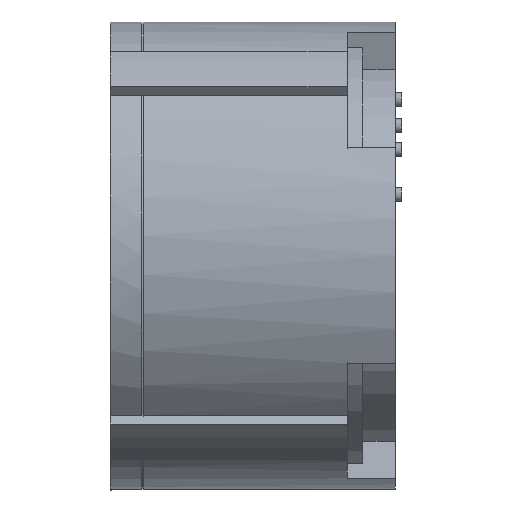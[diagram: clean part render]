
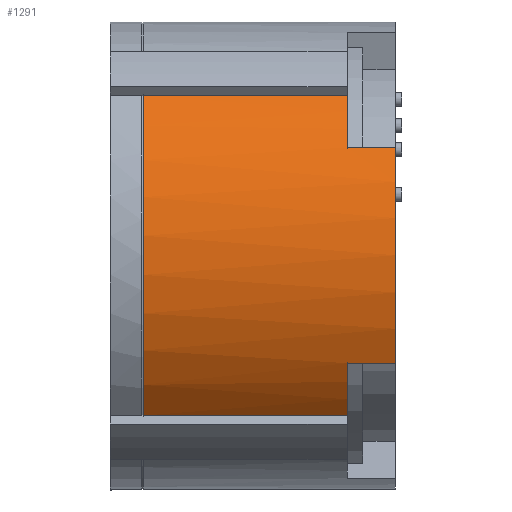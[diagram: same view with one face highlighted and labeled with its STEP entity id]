
A CAD part, top view. The second image highlights one B-rep face of the part: STEP entity #1291.
In plain terms, the highlighted cylindrical face has radius 15 mm (diameter 30 mm), a partial arc.
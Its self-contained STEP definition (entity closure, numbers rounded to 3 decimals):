
#161 = AXIS2_PLACEMENT_3D ( 'NONE', #1029, #510, #1550 ) ;
#232 = AXIS2_PLACEMENT_3D ( 'NONE', #4705, #5694, #2521 ) ;
#510 = DIRECTION ( 'NONE',  ( 1., 0., 0. ) ) ;
#593 = DIRECTION ( 'NONE',  ( 1., 0., 0. ) ) ;
#686 = CARTESIAN_POINT ( 'NONE',  ( 13.1, -10.287, 10.917 ) ) ;
#794 = ORIENTED_EDGE ( 'NONE', *, *, #5114, .T. ) ;
#864 = DIRECTION ( 'NONE',  ( 0., 1., 0. ) ) ;
#1029 = CARTESIAN_POINT ( 'NONE',  ( 16.2, 0., 0. ) ) ;
#1049 = DIRECTION ( 'NONE',  ( 1., 0., 0. ) ) ;
#1079 = CARTESIAN_POINT ( 'NONE',  ( 16.2, 0., 0. ) ) ;
#1243 = VECTOR ( 'NONE', #593, 1000. ) ;
#1263 = ORIENTED_EDGE ( 'NONE', *, *, #5017, .T. ) ;
#1291 = ADVANCED_FACE ( 'NONE', ( #5740 ), #4827, .T. ) ;
#1302 = DIRECTION ( 'NONE',  ( -1., 0., 0. ) ) ;
#1473 = VECTOR ( 'NONE', #1049, 1000. ) ;
#1506 = CARTESIAN_POINT ( 'NONE',  ( 13.1, -6.926, 13.305 ) ) ;
#1550 = DIRECTION ( 'NONE',  ( 0., 1., 0. ) ) ;
#1593 = CARTESIAN_POINT ( 'NONE',  ( 13.1, 6.926, 13.305 ) ) ;
#1653 = VERTEX_POINT ( 'NONE', #5229 ) ;
#1674 = ORIENTED_EDGE ( 'NONE', *, *, #2979, .F. ) ;
#1827 = CARTESIAN_POINT ( 'NONE',  ( 16.2, 6.926, 13.305 ) ) ;
#1987 = LINE ( 'NONE', #1827, #2410 ) ;
#2096 = ORIENTED_EDGE ( 'NONE', *, *, #3129, .T. ) ;
#2101 = ORIENTED_EDGE ( 'NONE', *, *, #3961, .T. ) ;
#2109 = CARTESIAN_POINT ( 'NONE',  ( 16.2, -6.926, 13.305 ) ) ;
#2178 = ORIENTED_EDGE ( 'NONE', *, *, #3614, .T. ) ;
#2213 = CARTESIAN_POINT ( 'NONE',  ( 16.2, -10.287, 10.917 ) ) ;
#2410 = VECTOR ( 'NONE', #2811, 1000. ) ;
#2521 = DIRECTION ( 'NONE',  ( 0., 1., 0. ) ) ;
#2561 = AXIS2_PLACEMENT_3D ( 'NONE', #5591, #1302, #864 ) ;
#2811 = DIRECTION ( 'NONE',  ( -1., 0., 0. ) ) ;
#2951 = CIRCLE ( 'NONE', #232, 15. ) ;
#2979 = EDGE_CURVE ( 'NONE', #5505, #6727, #6374, .T. ) ;
#3129 = EDGE_CURVE ( 'NONE', #6633, #6727, #5956, .T. ) ;
#3154 = VECTOR ( 'NONE', #5639, 1000. ) ;
#3225 = DIRECTION ( 'NONE',  ( -1., 0., 0. ) ) ;
#3256 = DIRECTION ( 'NONE',  ( 0., 1., 0. ) ) ;
#3295 = EDGE_LOOP ( 'NONE', ( #2101, #5937, #2178, #1263, #2096, #1674, #5587, #794 ) ) ;
#3458 = VERTEX_POINT ( 'NONE', #686 ) ;
#3614 = EDGE_CURVE ( 'NONE', #6307, #5507, #1987, .T. ) ;
#3791 = CARTESIAN_POINT ( 'NONE',  ( 0., -10.287, 10.917 ) ) ;
#3895 = AXIS2_PLACEMENT_3D ( 'NONE', #5854, #3225, #6351 ) ;
#3961 = EDGE_CURVE ( 'NONE', #5080, #1653, #5721, .T. ) ;
#4431 = CIRCLE ( 'NONE', #3895, 15. ) ;
#4629 = CARTESIAN_POINT ( 'NONE',  ( 16.2, 6.926, 13.305 ) ) ;
#4705 = CARTESIAN_POINT ( 'NONE',  ( 13.1, 0., 0. ) ) ;
#4827 = CYLINDRICAL_SURFACE ( 'NONE', #161, 15. ) ;
#5017 = EDGE_CURVE ( 'NONE', #5507, #6633, #2951, .T. ) ;
#5080 = VERTEX_POINT ( 'NONE', #1506 ) ;
#5114 = EDGE_CURVE ( 'NONE', #3458, #5080, #4431, .T. ) ;
#5229 = CARTESIAN_POINT ( 'NONE',  ( 16.2, -6.926, 13.305 ) ) ;
#5505 = VERTEX_POINT ( 'NONE', #3791 ) ;
#5507 = VERTEX_POINT ( 'NONE', #1593 ) ;
#5508 = CARTESIAN_POINT ( 'NONE',  ( 13.1, 10.287, 10.917 ) ) ;
#5587 = ORIENTED_EDGE ( 'NONE', *, *, #5944, .T. ) ;
#5591 = CARTESIAN_POINT ( 'NONE',  ( 0., 0., 0. ) ) ;
#5639 = DIRECTION ( 'NONE',  ( -1., 0., 0. ) ) ;
#5694 = DIRECTION ( 'NONE',  ( -1., 0., 0. ) ) ;
#5721 = LINE ( 'NONE', #2109, #1473 ) ;
#5728 = CARTESIAN_POINT ( 'NONE',  ( 16.2, 10.287, 10.917 ) ) ;
#5740 = FACE_OUTER_BOUND ( 'NONE', #3295, .T. ) ;
#5854 = CARTESIAN_POINT ( 'NONE',  ( 13.1, 0., 0. ) ) ;
#5937 = ORIENTED_EDGE ( 'NONE', *, *, #5950, .T. ) ;
#5944 = EDGE_CURVE ( 'NONE', #5505, #3458, #6551, .T. ) ;
#5950 = EDGE_CURVE ( 'NONE', #1653, #6307, #6469, .T. ) ;
#5956 = LINE ( 'NONE', #5728, #3154 ) ;
#5958 = CARTESIAN_POINT ( 'NONE',  ( 0., 10.287, 10.917 ) ) ;
#6307 = VERTEX_POINT ( 'NONE', #4629 ) ;
#6351 = DIRECTION ( 'NONE',  ( 0., 1., 0. ) ) ;
#6374 = CIRCLE ( 'NONE', #2561, 15. ) ;
#6407 = DIRECTION ( 'NONE',  ( -1., 0., 0. ) ) ;
#6469 = CIRCLE ( 'NONE', #6686, 15. ) ;
#6551 = LINE ( 'NONE', #2213, #1243 ) ;
#6633 = VERTEX_POINT ( 'NONE', #5508 ) ;
#6686 = AXIS2_PLACEMENT_3D ( 'NONE', #1079, #6407, #3256 ) ;
#6727 = VERTEX_POINT ( 'NONE', #5958 ) ;
